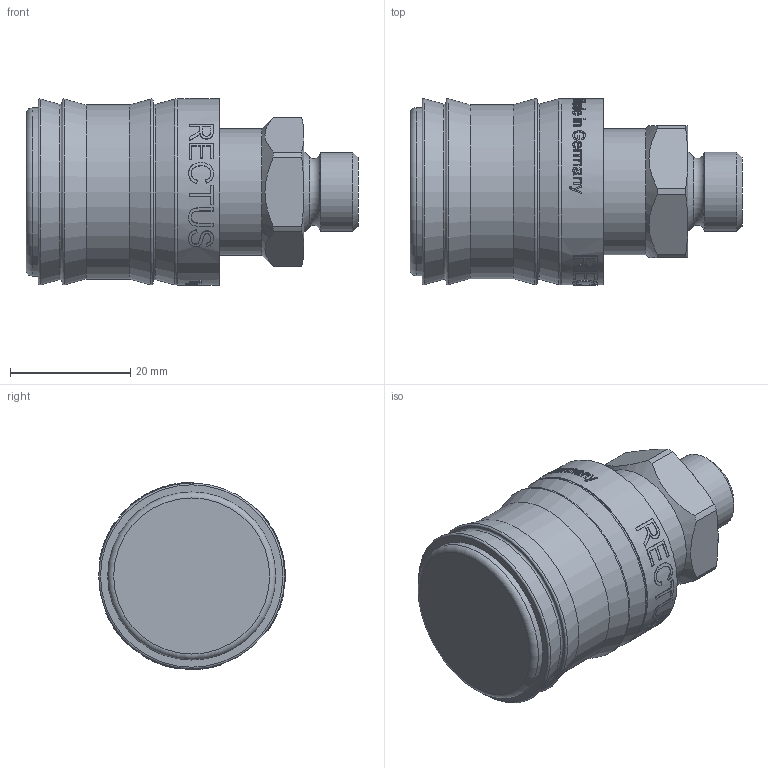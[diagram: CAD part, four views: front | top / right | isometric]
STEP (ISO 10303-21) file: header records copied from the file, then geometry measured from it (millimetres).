
FILE_DESCRIPTION((''),'2;1');
FILE_NAME('26keaw13mpn.stp','2012-06-20T09:28:43',('AS035480'),(''),'Autodesk Inventor 2011','Autodesk Inventor 2011','');
FILE_SCHEMA(('AUTOMOTIVE_DESIGN { 1 0 10303 214 1 1 1 1 }'));
Length unit declared in the file: millimetre
Products named in the file (1): D103604
Bounding box: 55.33 x 31.1 x 31.2 mm (x, y, z)
Volume: 28139.3 mm3; surface area: 7700.4 mm2
Topology: 1 solids, 7 shells, 541 faces, 1417 edges, 938 vertices
Faces by surface type: plane 234, bspline 215, cylinder 63, cone 21, torus 8
Full cylindrical faces by diameter (mm): 10.014 x1, 13.157 x1, 14.45 x1, 14.55 x1, 16.65 x1, 17 x1, 21 x1, 28 x1, 29 x1, 31 x1
Entity records: 68683 total; most frequent: CARTESIAN_POINT 56715, ORIENTED_EDGE 2760, DIRECTION 1590, EDGE_CURVE 1380, VERTEX_POINT 931, EDGE_LOOP 623, B_SPLINE_CURVE_WITH_KNOTS 619, VECTOR 550
